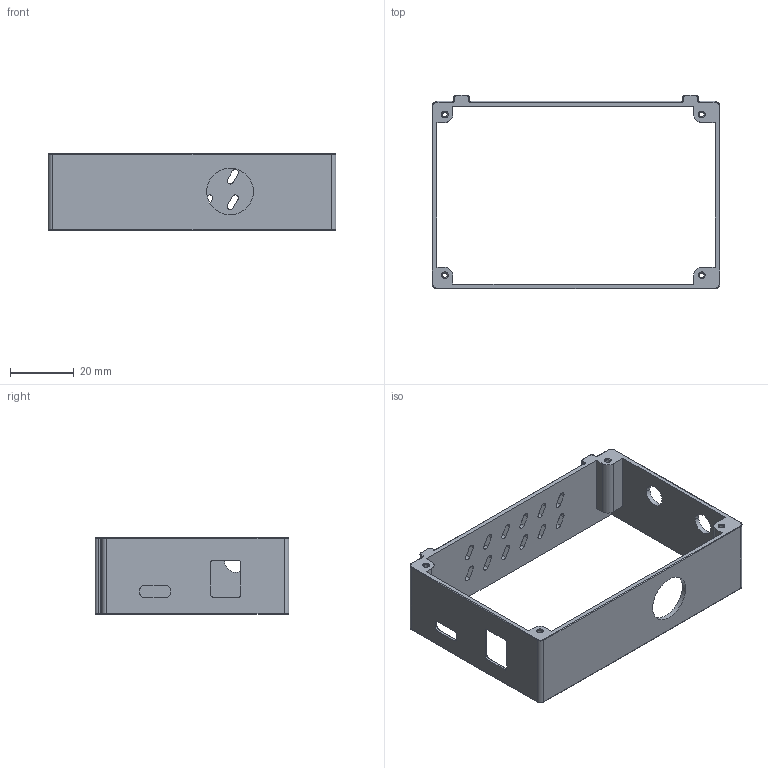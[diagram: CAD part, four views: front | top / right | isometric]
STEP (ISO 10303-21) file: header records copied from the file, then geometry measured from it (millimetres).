
FILE_DESCRIPTION((''),'2;1');
FILE_NAME('COVER','2024-07-21T21:47:36',('bryan'),(''),'CREO PARAMETRIC BY PTC INC, 2020053','CREO PARAMETRIC BY PTC INC, 2020053','');
FILE_SCHEMA(('AUTOMOTIVE_DESIGN { 1 0 10303 214 1 1 1 1 }'));
Length unit declared in the file: millimetre
Products named in the file (1): COVER
Bounding box: 89.94 x 60.6 x 24 mm (x, y, z)
Volume: 12111.7 mm3; surface area: 14827.8 mm2
Topology: 1 solids, 1 shells, 204 faces, 526 edges, 324 vertices
Faces by surface type: cylinder 86, plane 70, cone 24, torus 24
Entity records: 7922 total; most frequent: DIRECTION 1154, CARTESIAN_POINT 1056, ORIENTED_EDGE 1052, PRESENTATION_STYLE_ASSIGNMENT 527, STYLED_ITEM 527, CURVE_STYLE 526, EDGE_CURVE 526, AXIS2_PLACEMENT_3D 424
